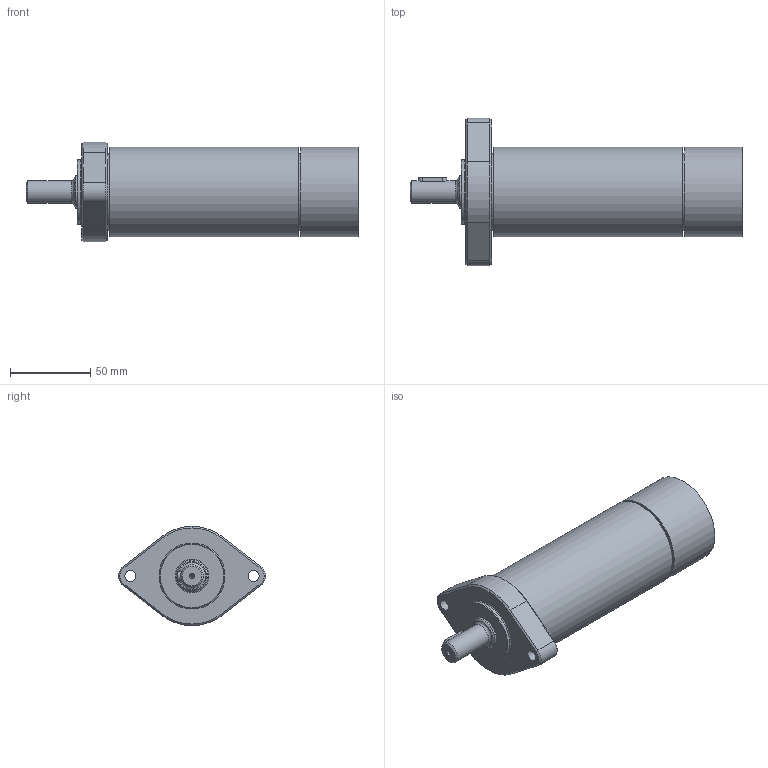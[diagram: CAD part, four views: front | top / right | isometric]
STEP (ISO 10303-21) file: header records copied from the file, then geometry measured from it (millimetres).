
FILE_DESCRIPTION((''),'2;1');
FILE_NAME('MUD 40-220_29906887.stp','2008-07-08T11:47:36',('basyouni'),(''),'Autodesk Inventor 2008','Autodesk Inventor 2008','');
FILE_SCHEMA(('AUTOMOTIVE_DESIGN { 1 0 10303 214 1 1 1 1 }'));
Length unit declared in the file: millimetre
Products named in the file (1): Bauteil1
Bounding box: 207.3 x 91.95 x 62 mm (x, y, z)
Volume: 446717.2 mm3; surface area: 45665.7 mm2
Topology: 1 solids, 4 shells, 81 faces, 168 edges, 106 vertices
Faces by surface type: plane 30, cone 19, bspline 16, cylinder 14, torus 2
Full cylindrical faces by diameter (mm): 14 x1, 20 x1, 21.252 x1, 40 x1, 48 x2, 56 x2
Entity records: 2299 total; most frequent: CARTESIAN_POINT 644, DIRECTION 320, ORIENTED_EDGE 240, AXIS2_PLACEMENT_3D 136, EDGE_LOOP 136, EDGE_CURVE 120, VERTEX_POINT 92, FACE_OUTER_BOUND 81
